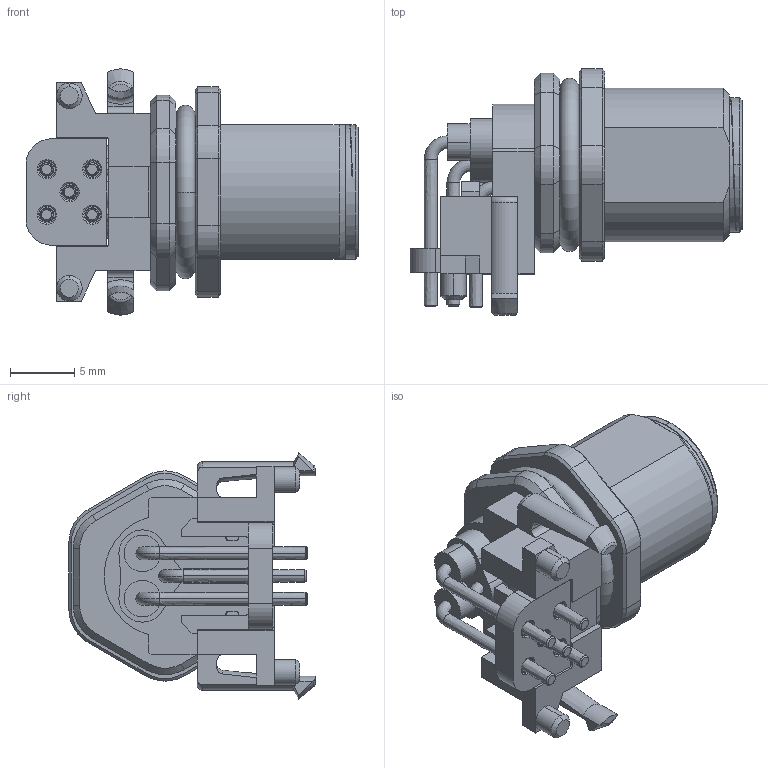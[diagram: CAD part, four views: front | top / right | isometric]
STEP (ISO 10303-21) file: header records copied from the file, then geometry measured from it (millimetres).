
FILE_DESCRIPTION((''),'2;1');
FILE_NAME('M12A-05PMMR-SF7003_SW0001','2017-02-18T',('ks7709'),(''),'PRO/ENGINEER BY PARAMETRIC TECHNOLOGY CORPORATION, 2013050','PRO/ENGINEER BY PARAMETRIC TECHNOLOGY CORPORATION, 2013050','');
FILE_SCHEMA(('CONFIG_CONTROL_DESIGN'));
Length unit declared in the file: millimetre
Products named in the file (1): M12A-05PMMR-SF7003_SW0001
Bounding box: 25.88 x 19.2 x 19.2 mm (x, y, z)
Volume: 2425.4 mm3; surface area: 2604.4 mm2
Topology: 1 solids, 1 shells, 523 faces, 1358 edges, 857 vertices
Faces by surface type: plane 296, cylinder 90, cone 86, bspline 31, sphere 12, torus 8
Entity records: 19608 total; most frequent: CARTESIAN_POINT 5781, ORIENTED_EDGE 2696, DIRECTION 2550, EDGE_CURVE 1348, VECTOR 948, LINE 948, VERTEX_POINT 857, AXIS2_PLACEMENT_3D 801
